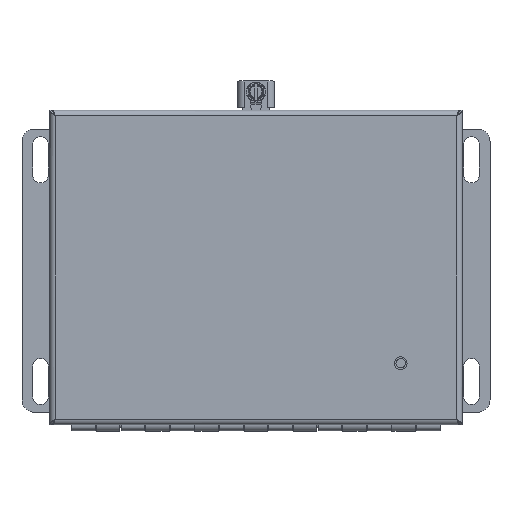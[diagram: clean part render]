
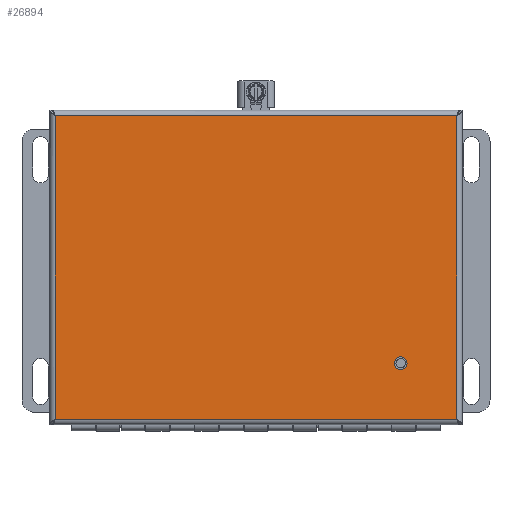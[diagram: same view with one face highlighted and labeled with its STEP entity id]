
A CAD part, top view. The second image highlights one B-rep face of the part: STEP entity #26894.
In plain terms, the highlighted planar face has unit normal (0, 0, 1).
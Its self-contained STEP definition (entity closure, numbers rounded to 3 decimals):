
#137 = AXIS2_PLACEMENT_3D ( 'NONE', #5772, #37128, #25191 ) ;
#751 = ORIENTED_EDGE ( 'NONE', *, *, #13510, .T. ) ;
#785 = LINE ( 'NONE', #32403, #35917 ) ;
#1048 = CARTESIAN_POINT ( 'NONE',  ( -0.013, 6.138, 3.685 ) ) ;
#1113 = VECTOR ( 'NONE', #9180, 39.37 ) ;
#3286 = LINE ( 'NONE', #16498, #45258 ) ;
#3312 = ORIENTED_EDGE ( 'NONE', *, *, #49383, .T. ) ;
#4664 = CARTESIAN_POINT ( 'NONE',  ( -0.013, -0.023, 3.685 ) ) ;
#5395 = EDGE_LOOP ( 'NONE', ( #28926 ) ) ;
#5772 = CARTESIAN_POINT ( 'NONE',  ( 7., 1.115, 3.685 ) ) ;
#9180 = DIRECTION ( 'NONE',  ( -1., 0., 0. ) ) ;
#9735 = DIRECTION ( 'NONE',  ( 1., 0., 0. ) ) ;
#10044 = VERTEX_POINT ( 'NONE', #25750 ) ;
#11494 = DIRECTION ( 'NONE',  ( 1., 0., 0. ) ) ;
#11658 = CARTESIAN_POINT ( 'NONE',  ( 8.138, 6.138, 3.685 ) ) ;
#11845 = DIRECTION ( 'NONE',  ( 0., -1., 0. ) ) ;
#12577 = CARTESIAN_POINT ( 'NONE',  ( 8.25, 6.138, 3.685 ) ) ;
#12820 = LINE ( 'NONE', #12577, #1113 ) ;
#13389 = PLANE ( 'NONE',  #17219 ) ;
#13510 = EDGE_CURVE ( 'NONE', #45212, #23786, #3286, .T. ) ;
#14541 = VERTEX_POINT ( 'NONE', #49732 ) ;
#16498 = CARTESIAN_POINT ( 'NONE',  ( -0.013, 6.25, 3.685 ) ) ;
#17219 = AXIS2_PLACEMENT_3D ( 'NONE', #33564, #37214, #9735 ) ;
#20937 = EDGE_CURVE ( 'NONE', #23786, #10044, #50825, .T. ) ;
#22947 = VERTEX_POINT ( 'NONE', #11658 ) ;
#23786 = VERTEX_POINT ( 'NONE', #4664 ) ;
#25191 = DIRECTION ( 'NONE',  ( 1., 0., 0. ) ) ;
#25750 = CARTESIAN_POINT ( 'NONE',  ( 8.138, -0.023, 3.685 ) ) ;
#25786 = FACE_BOUND ( 'NONE', #5395, .T. ) ;
#26894 = ADVANCED_FACE ( 'NONE', ( #25786, #48837 ), #13389, .T. ) ;
#27428 = CIRCLE ( 'NONE', #137, 0.097 ) ;
#28926 = ORIENTED_EDGE ( 'NONE', *, *, #35605, .T. ) ;
#29388 = EDGE_LOOP ( 'NONE', ( #3312, #751, #35087, #45015 ) ) ;
#30906 = CARTESIAN_POINT ( 'NONE',  ( 8.25, -0.023, 3.685 ) ) ;
#32403 = CARTESIAN_POINT ( 'NONE',  ( 8.138, 6.25, 3.685 ) ) ;
#33564 = CARTESIAN_POINT ( 'NONE',  ( 8.25, 6.25, 3.685 ) ) ;
#33926 = EDGE_CURVE ( 'NONE', #10044, #22947, #785, .T. ) ;
#35087 = ORIENTED_EDGE ( 'NONE', *, *, #20937, .T. ) ;
#35605 = EDGE_CURVE ( 'NONE', #14541, #14541, #27428, .T. ) ;
#35917 = VECTOR ( 'NONE', #44287, 39.37 ) ;
#37128 = DIRECTION ( 'NONE',  ( 0., 0., -1. ) ) ;
#37214 = DIRECTION ( 'NONE',  ( 0., 0., 1. ) ) ;
#44287 = DIRECTION ( 'NONE',  ( 0., 1., 0. ) ) ;
#45015 = ORIENTED_EDGE ( 'NONE', *, *, #33926, .T. ) ;
#45212 = VERTEX_POINT ( 'NONE', #1048 ) ;
#45258 = VECTOR ( 'NONE', #11845, 39.37 ) ;
#48837 = FACE_OUTER_BOUND ( 'NONE', #29388, .T. ) ;
#49025 = VECTOR ( 'NONE', #11494, 39.37 ) ;
#49383 = EDGE_CURVE ( 'NONE', #22947, #45212, #12820, .T. ) ;
#49732 = CARTESIAN_POINT ( 'NONE',  ( 7.097, 1.115, 3.685 ) ) ;
#50825 = LINE ( 'NONE', #30906, #49025 ) ;
